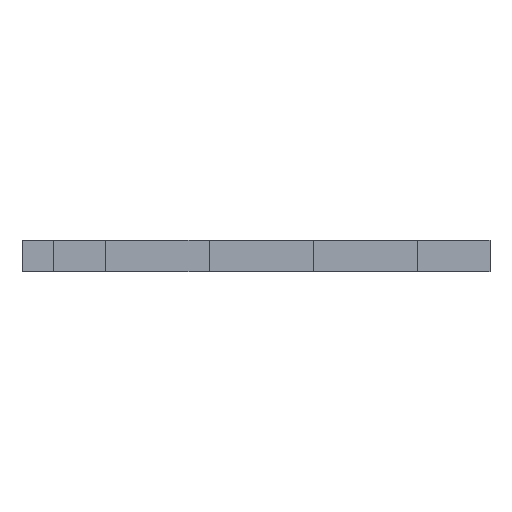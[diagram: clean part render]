
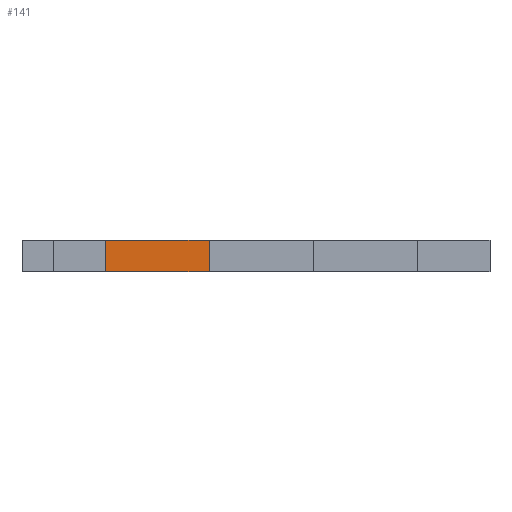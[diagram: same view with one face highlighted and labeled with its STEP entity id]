
A CAD part, left-side view. The second image highlights one B-rep face of the part: STEP entity #141.
In plain terms, the highlighted planar face has unit normal (-1, 0, 0).
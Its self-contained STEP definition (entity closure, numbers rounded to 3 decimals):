
#89=CARTESIAN_POINT('Vertex',(0.,-8.,0.)) ;
#92=CARTESIAN_POINT('Line Origine',(0.,-8.,1.5)) ;
#96=CARTESIAN_POINT('Vertex',(0.,-8.,3.)) ;
#111=CARTESIAN_POINT('Axis2P3D Location',(0.,-8.,0.)) ;
#116=CARTESIAN_POINT('Line Origine',(0.,-13.,0.)) ;
#120=CARTESIAN_POINT('Vertex',(0.,-18.,0.)) ;
#123=CARTESIAN_POINT('Line Origine',(0.,-18.,1.5)) ;
#127=CARTESIAN_POINT('Vertex',(0.,-18.,3.)) ;
#130=CARTESIAN_POINT('Line Origine',(0.,-13.,3.)) ;
#94=VECTOR('Line Direction',#93,1.) ;
#118=VECTOR('Line Direction',#117,1.) ;
#125=VECTOR('Line Direction',#124,1.) ;
#132=VECTOR('Line Direction',#131,1.) ;
#93=DIRECTION('Vector Direction',(0.,0.,1.)) ;
#112=DIRECTION('Axis2P3D Direction',(-1.,0.,0.)) ;
#113=DIRECTION('Axis2P3D XDirection',(0.,-1.,0.)) ;
#117=DIRECTION('Vector Direction',(0.,-1.,0.)) ;
#124=DIRECTION('Vector Direction',(0.,0.,1.)) ;
#131=DIRECTION('Vector Direction',(0.,-1.,0.)) ;
#114=AXIS2_PLACEMENT_3D('Plane Axis2P3D',#111,#112,#113) ;
#95=LINE('Line',#92,#94) ;
#119=LINE('Line',#116,#118) ;
#126=LINE('Line',#123,#125) ;
#133=LINE('Line',#130,#132) ;
#115=PLANE('',#114) ;
#98=EDGE_CURVE('',#90,#97,#95,.T.) ;
#122=EDGE_CURVE('',#90,#121,#119,.T.) ;
#129=EDGE_CURVE('',#121,#128,#126,.T.) ;
#134=EDGE_CURVE('',#97,#128,#133,.T.) ;
#136=ORIENTED_EDGE('',*,*,#98,.F.) ;
#137=ORIENTED_EDGE('',*,*,#122,.T.) ;
#138=ORIENTED_EDGE('',*,*,#129,.T.) ;
#139=ORIENTED_EDGE('',*,*,#134,.F.) ;
#135=EDGE_LOOP('',(#136,#137,#138,#139)) ;
#90=VERTEX_POINT('',#89) ;
#97=VERTEX_POINT('',#96) ;
#121=VERTEX_POINT('',#120) ;
#128=VERTEX_POINT('',#127) ;
#141=ADVANCED_FACE('PartBody',(#140),#115,.T.) ;
#140=FACE_OUTER_BOUND('',#135,.T.) ;
